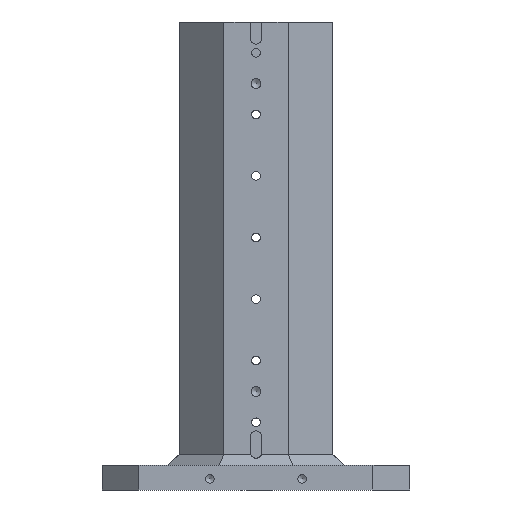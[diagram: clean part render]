
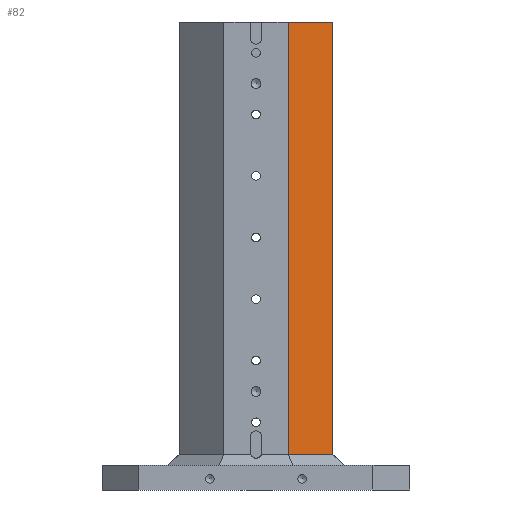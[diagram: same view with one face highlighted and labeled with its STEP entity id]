
A CAD part, front view. The second image highlights one B-rep face of the part: STEP entity #82.
In plain terms, the highlighted planar face has unit normal (0.707, -0.707, 0).
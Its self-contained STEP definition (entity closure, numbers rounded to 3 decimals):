
#82 = ADVANCED_FACE( '', ( #305 ), #306, .T. );
#305 = FACE_OUTER_BOUND( '', #869, .T. );
#306 = PLANE( '', #870 );
#869 = EDGE_LOOP( '', ( #1519, #1520, #1521, #1522 ) );
#870 = AXIS2_PLACEMENT_3D( '', #1523, #1524, #1525 );
#1519 = ORIENTED_EDGE( '', *, *, #2910, .T. );
#1520 = ORIENTED_EDGE( '', *, *, #2911, .T. );
#1521 = ORIENTED_EDGE( '', *, *, #2838, .F. );
#1522 = ORIENTED_EDGE( '', *, *, #2907, .T. );
#1523 = CARTESIAN_POINT( '', ( 125., -52.5, 760. ) );
#1524 = DIRECTION( '', ( 0.707, -0.707, 0. ) );
#1525 = DIRECTION( '', ( 0.707, 0.707, 0. ) );
#2838 = EDGE_CURVE( '', #3285, #3260, #3287, .T. );
#2907 = EDGE_CURVE( '', #3285, #3416, #3418, .T. );
#2910 = EDGE_CURVE( '', #3416, #3422, #3423, .T. );
#2911 = EDGE_CURVE( '', #3422, #3260, #3424, .T. );
#3260 = VERTEX_POINT( '', #3976 );
#3285 = VERTEX_POINT( '', #4009 );
#3287 = LINE( '', #4012, #4013 );
#3416 = VERTEX_POINT( '', #4187 );
#3418 = LINE( '', #4190, #4191 );
#3422 = VERTEX_POINT( '', #4197 );
#3423 = LINE( '', #4198, #4199 );
#3424 = LINE( '', #4200, #4201 );
#3976 = CARTESIAN_POINT( '', ( 125., -52.5, 58. ) );
#4009 = CARTESIAN_POINT( '', ( 125., -52.5, 760. ) );
#4012 = CARTESIAN_POINT( '', ( 125., -52.5, 760. ) );
#4013 = VECTOR( '', #4946, 1000. );
#4187 = CARTESIAN_POINT( '', ( 52.5, -125., 760. ) );
#4190 = CARTESIAN_POINT( '', ( 125., -52.5, 760. ) );
#4191 = VECTOR( '', #5053, 1000. );
#4197 = CARTESIAN_POINT( '', ( 52.5, -125., 58. ) );
#4198 = CARTESIAN_POINT( '', ( 52.5, -125., 760. ) );
#4199 = VECTOR( '', #5056, 1000. );
#4200 = CARTESIAN_POINT( '', ( 125., -52.5, 58. ) );
#4201 = VECTOR( '', #5057, 1000. );
#4946 = DIRECTION( '', ( 0., 0., -1. ) );
#5053 = DIRECTION( '', ( -0.707, -0.707, 0. ) );
#5056 = DIRECTION( '', ( 0., 0., -1. ) );
#5057 = DIRECTION( '', ( 0.707, 0.707, 0. ) );
